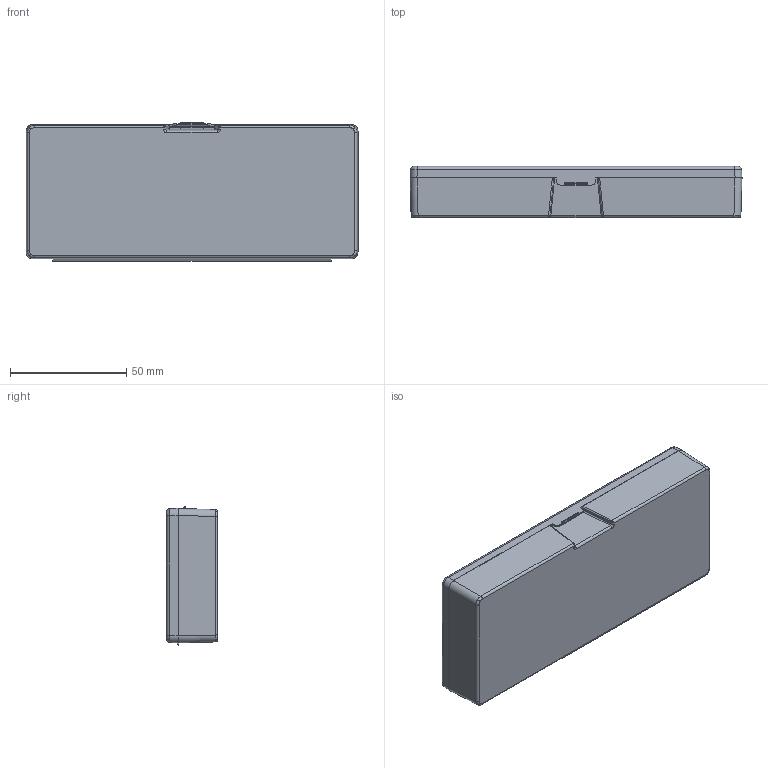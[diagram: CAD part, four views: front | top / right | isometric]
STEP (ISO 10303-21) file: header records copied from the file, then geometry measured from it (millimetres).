
FILE_DESCRIPTION (( 'STEP AP214' ), '1' );
FILE_NAME ('B134 Êîðîáêà ïëàñòèêîâàÿ, 143x58x22 ìì.STEP', '2020-04-06T13:13:04', ( '' ), ( '' ), 'SwSTEP 2.0', 'SolidWorks 2020', '' );
FILE_SCHEMA (( 'AUTOMOTIVE_DESIGN' ));
Length unit declared in the file: millimetre
Products named in the file (3): B134 Åìêîñòü; B134 Êðûøêà; B134 Êîðîáêà ïëàñòèêîâàÿ, 143x58x22 ìì
Assembly tree (2 placements, depth 2):
  B134 Êîðîáêà ïëàñòèêîâàÿ, 143x58x22 ìì
    B134 Åìêîñòü
    B134 Êðûøêà
Bounding box: 143 x 22 x 59.65 mm (x, y, z)
Volume: 30358.8 mm3; surface area: 51196.2 mm2
Topology: 2 solids, 2 shells, 172 faces, 435 edges, 268 vertices
Faces by surface type: plane 67, cylinder 60, bspline 41, sphere 2, torus 2
Entity records: 5728 total; most frequent: CARTESIAN_POINT 1950, ORIENTED_EDGE 866, DIRECTION 660, EDGE_CURVE 433, VERTEX_POINT 268, LINE 240, VECTOR 240, AXIS2_PLACEMENT_3D 210
